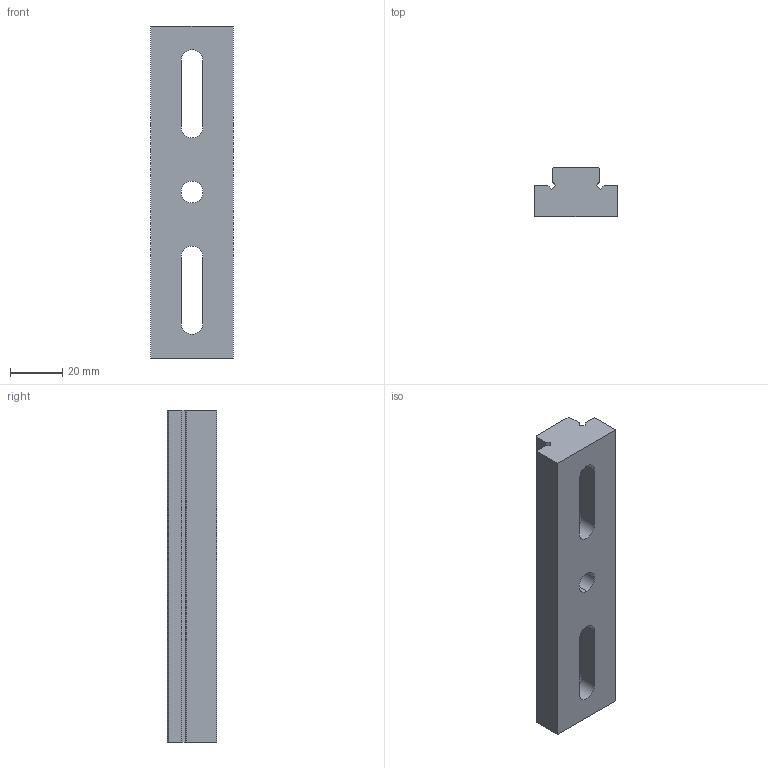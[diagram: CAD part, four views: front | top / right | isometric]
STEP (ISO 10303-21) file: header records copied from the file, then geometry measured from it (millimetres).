
FILE_DESCRIPTION (( 'STEP AP214' ), '1' );
FILE_NAME ('23100.STEP', '2017-05-15T19:46:47', ( 'Mike W' ), ( '' ), 'SwSTEP 2.0', 'SolidWorks 2017', '' );
FILE_SCHEMA (( 'AUTOMOTIVE_DESIGN' ));
Length unit declared in the file: inch
Products named in the file (1): 23100
Bounding box: 31.5 x 18.8 x 127 mm (x, y, z)
Volume: 45128.2 mm3; surface area: 17086.8 mm2
Topology: 1 solids, 1 shells, 57 faces, 144 edges, 92 vertices
Faces by surface type: plane 33, cylinder 16, cone 8
Entity records: 2391 total; most frequent: DIRECTION 300, CARTESIAN_POINT 294, ORIENTED_EDGE 288, EDGE_CURVE 144, VECTOR 104, LINE 104, AXIS2_PLACEMENT_3D 98, VERTEX_POINT 92
